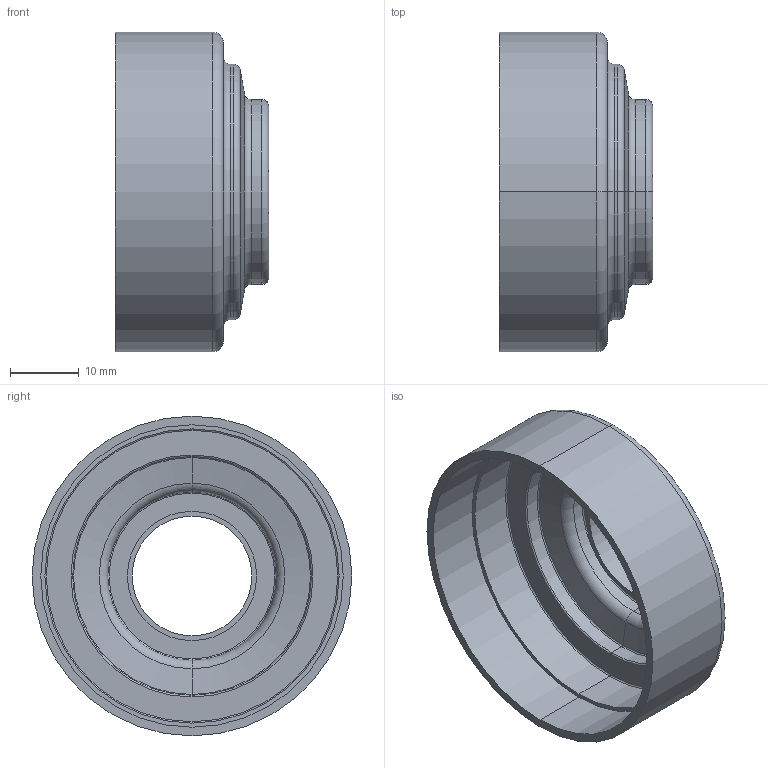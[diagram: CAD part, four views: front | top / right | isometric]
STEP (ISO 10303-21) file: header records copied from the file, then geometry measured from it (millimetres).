
FILE_DESCRIPTION (( 'STEP AP203' ), '1' );
FILE_NAME ('风罩-塑料-斜面-方案3.STEP', '2021-05-07T01:20:16', ( '' ), ( '' ), 'SwSTEP 2.0', 'SolidWorks 2021', '' );
FILE_SCHEMA (( 'CONFIG_CONTROL_DESIGN' ));
Length unit declared in the file: millimetre
Products named in the file (1): 风罩-塑料-斜面-方案3
Bounding box: 22.3 x 46.5 x 46.5 mm (x, y, z)
Volume: 5512.3 mm3; surface area: 8291.8 mm2
Topology: 1 solids, 1 shells, 51 faces, 102 edges, 58 vertices
Faces by surface type: torus 22, cylinder 18, plane 7, cone 4
Entity records: 1417 total; most frequent: DIRECTION 286, CARTESIAN_POINT 212, ORIENTED_EDGE 204, AXIS2_PLACEMENT_3D 132, EDGE_CURVE 102, CIRCLE 80, VERTEX_POINT 58, EDGE_LOOP 58
